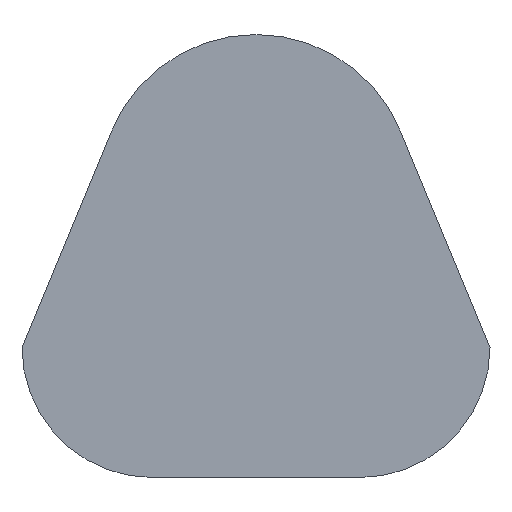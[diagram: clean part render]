
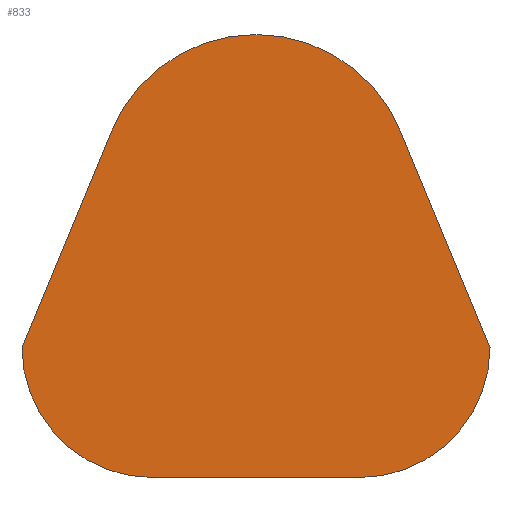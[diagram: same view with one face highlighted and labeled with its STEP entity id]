
A CAD part, front view. The second image highlights one B-rep face of the part: STEP entity #833.
In plain terms, the highlighted planar face has unit normal (0, -1, 0).
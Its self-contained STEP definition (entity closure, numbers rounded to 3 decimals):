
#6 = ORIENTED_EDGE ( 'NONE', *, *, #514, .T. ) ;
#38 = CARTESIAN_POINT ( 'NONE',  ( -7.969, 0., -12.01 ) ) ;
#49 = DIRECTION ( 'NONE',  ( 0., 0., -1. ) ) ;
#50 = LINE ( 'NONE', #335, #158 ) ;
#55 = ORIENTED_EDGE ( 'NONE', *, *, #922, .F. ) ;
#67 = AXIS2_PLACEMENT_3D ( 'NONE', #282, #578, #207 ) ;
#104 = EDGE_CURVE ( 'NONE', #759, #243, #269, .T. ) ;
#113 = AXIS2_PLACEMENT_3D ( 'NONE', #38, #322, #473 ) ;
#128 = CARTESIAN_POINT ( 'NONE',  ( -17.959, 0., -12.01 ) ) ;
#136 = PLANE ( 'NONE',  #793 ) ;
#144 = EDGE_CURVE ( 'NONE', #243, #262, #664, .T. ) ;
#158 = VECTOR ( 'NONE', #628, 1000. ) ;
#160 = DIRECTION ( 'NONE',  ( -1., 0., 0. ) ) ;
#189 = ORIENTED_EDGE ( 'NONE', *, *, #310, .T. ) ;
#199 = DIRECTION ( 'NONE',  ( 0., 0., -1. ) ) ;
#207 = DIRECTION ( 'NONE',  ( 0., 0., 1. ) ) ;
#231 = CIRCLE ( 'NONE', #113, 9.99 ) ;
#238 = CARTESIAN_POINT ( 'NONE',  ( 7.969, 0., -12.01 ) ) ;
#243 = VERTEX_POINT ( 'NONE', #396 ) ;
#262 = VERTEX_POINT ( 'NONE', #769 ) ;
#263 = DIRECTION ( 'NONE',  ( 0., 0., 1. ) ) ;
#269 = CIRCLE ( 'NONE', #825, 9.99 ) ;
#280 = EDGE_CURVE ( 'NONE', #285, #892, #50, .T. ) ;
#281 = EDGE_LOOP ( 'NONE', ( #55, #6, #542, #189, #720, #896, #323, #405 ) ) ;
#282 = CARTESIAN_POINT ( 'NONE',  ( 0., 0., 0. ) ) ;
#285 = VERTEX_POINT ( 'NONE', #913 ) ;
#298 = CARTESIAN_POINT ( 'NONE',  ( 0., 0., -22. ) ) ;
#310 = EDGE_CURVE ( 'NONE', #806, #262, #231, .T. ) ;
#322 = DIRECTION ( 'NONE',  ( 0., -1., 0. ) ) ;
#323 = ORIENTED_EDGE ( 'NONE', *, *, #805, .F. ) ;
#335 = CARTESIAN_POINT ( 'NONE',  ( 11.087, 0., 4.592 ) ) ;
#348 = CARTESIAN_POINT ( 'NONE',  ( -17.959, 0., -12. ) ) ;
#360 = VERTEX_POINT ( 'NONE', #348 ) ;
#396 = CARTESIAN_POINT ( 'NONE',  ( 7.969, 0., -22. ) ) ;
#405 = ORIENTED_EDGE ( 'NONE', *, *, #280, .F. ) ;
#427 = CARTESIAN_POINT ( 'NONE',  ( 17.959, 0., -12. ) ) ;
#460 = LINE ( 'NONE', #814, #639 ) ;
#468 = CARTESIAN_POINT ( 'NONE',  ( -17.959, 0., 0. ) ) ;
#473 = DIRECTION ( 'NONE',  ( 0., 0., 1. ) ) ;
#485 = CARTESIAN_POINT ( 'NONE',  ( 0., 0., 0. ) ) ;
#506 = LINE ( 'NONE', #566, #641 ) ;
#514 = EDGE_CURVE ( 'NONE', #829, #360, #460, .T. ) ;
#542 = ORIENTED_EDGE ( 'NONE', *, *, #680, .T. ) ;
#566 = CARTESIAN_POINT ( 'NONE',  ( 17.959, 0., 0. ) ) ;
#578 = DIRECTION ( 'NONE',  ( 0., 1., 0. ) ) ;
#628 = DIRECTION ( 'NONE',  ( 0.383, 0., -0.924 ) ) ;
#639 = VECTOR ( 'NONE', #657, 1000. ) ;
#641 = VECTOR ( 'NONE', #199, 1000. ) ;
#657 = DIRECTION ( 'NONE',  ( -0.383, 0., -0.924 ) ) ;
#664 = LINE ( 'NONE', #298, #703 ) ;
#680 = EDGE_CURVE ( 'NONE', #360, #806, #893, .T. ) ;
#698 = CARTESIAN_POINT ( 'NONE',  ( 17.959, 0., -12.01 ) ) ;
#701 = VECTOR ( 'NONE', #49, 1000. ) ;
#703 = VECTOR ( 'NONE', #160, 1000. ) ;
#720 = ORIENTED_EDGE ( 'NONE', *, *, #144, .F. ) ;
#721 = DIRECTION ( 'NONE',  ( 0., 1., 0. ) ) ;
#759 = VERTEX_POINT ( 'NONE', #698 ) ;
#769 = CARTESIAN_POINT ( 'NONE',  ( -7.969, 0., -22. ) ) ;
#788 = FACE_OUTER_BOUND ( 'NONE', #281, .T. ) ;
#793 = AXIS2_PLACEMENT_3D ( 'NONE', #485, #721, #263 ) ;
#804 = DIRECTION ( 'NONE',  ( 0., 0., 1. ) ) ;
#805 = EDGE_CURVE ( 'NONE', #892, #759, #506, .T. ) ;
#806 = VERTEX_POINT ( 'NONE', #128 ) ;
#814 = CARTESIAN_POINT ( 'NONE',  ( -11.087, 0., 4.592 ) ) ;
#823 = DIRECTION ( 'NONE',  ( 0., 1., 0. ) ) ;
#825 = AXIS2_PLACEMENT_3D ( 'NONE', #238, #823, #804 ) ;
#829 = VERTEX_POINT ( 'NONE', #916 ) ;
#833 = ADVANCED_FACE ( 'NONE', ( #788 ), #136, .F. ) ;
#866 = CIRCLE ( 'NONE', #67, 12. ) ;
#892 = VERTEX_POINT ( 'NONE', #427 ) ;
#893 = LINE ( 'NONE', #468, #701 ) ;
#896 = ORIENTED_EDGE ( 'NONE', *, *, #104, .F. ) ;
#913 = CARTESIAN_POINT ( 'NONE',  ( 11.087, 0., 4.592 ) ) ;
#916 = CARTESIAN_POINT ( 'NONE',  ( -11.087, 0., 4.592 ) ) ;
#922 = EDGE_CURVE ( 'NONE', #829, #285, #866, .T. ) ;
